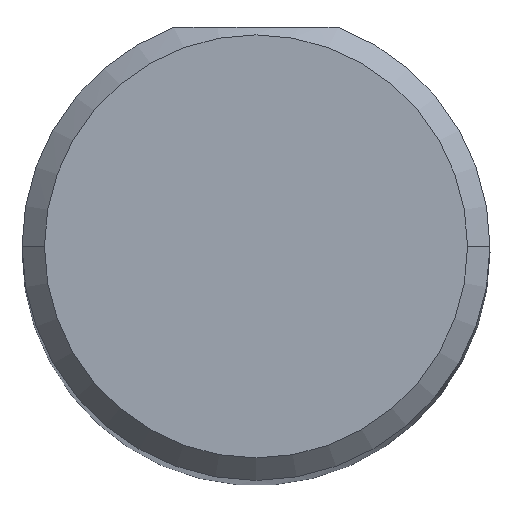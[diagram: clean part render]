
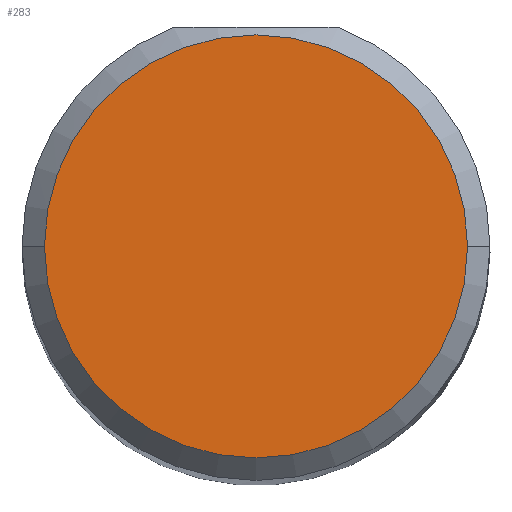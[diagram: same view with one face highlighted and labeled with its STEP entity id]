
A CAD part, top view. The second image highlights one B-rep face of the part: STEP entity #283.
In plain terms, the highlighted planar face has unit normal (0, 0, 1).
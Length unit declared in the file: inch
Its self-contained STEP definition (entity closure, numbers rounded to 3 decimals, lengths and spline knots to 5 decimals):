
#13 = DIRECTION ( 'NONE',  ( 0., 0., 1. ) ) ;
#56 = CIRCLE ( 'NONE', #610, 0.14125 ) ;
#57 = FACE_OUTER_BOUND ( 'NONE', #672, .T. ) ;
#67 = DIRECTION ( 'NONE',  ( 0., 0., 1. ) ) ;
#92 = EDGE_CURVE ( 'NONE', #565, #149, #196, .T. ) ;
#105 = PLANE ( 'NONE',  #587 ) ;
#149 = VERTEX_POINT ( 'NONE', #464 ) ;
#150 = CARTESIAN_POINT ( 'NONE',  ( -0.14125, 0., 2.5 ) ) ;
#155 = EDGE_CURVE ( 'NONE', #149, #565, #56, .T. ) ;
#156 = DIRECTION ( 'NONE',  ( 1., 0., 0. ) ) ;
#193 = CARTESIAN_POINT ( 'NONE',  ( 0., 0., 2.5 ) ) ;
#196 = CIRCLE ( 'NONE', #363, 0.14125 ) ;
#283 = ADVANCED_FACE ( 'NONE', ( #57 ), #105, .T. ) ;
#363 = AXIS2_PLACEMENT_3D ( 'NONE', #438, #67, #749 ) ;
#427 = DIRECTION ( 'NONE',  ( 1., 0., 0. ) ) ;
#433 = ORIENTED_EDGE ( 'NONE', *, *, #155, .T. ) ;
#438 = CARTESIAN_POINT ( 'NONE',  ( 0., 0., 2.5 ) ) ;
#458 = DIRECTION ( 'NONE',  ( 0., 0., 1. ) ) ;
#464 = CARTESIAN_POINT ( 'NONE',  ( 0.14125, 0., 2.5 ) ) ;
#519 = ORIENTED_EDGE ( 'NONE', *, *, #92, .T. ) ;
#565 = VERTEX_POINT ( 'NONE', #150 ) ;
#587 = AXIS2_PLACEMENT_3D ( 'NONE', #681, #458, #156 ) ;
#610 = AXIS2_PLACEMENT_3D ( 'NONE', #193, #13, #427 ) ;
#672 = EDGE_LOOP ( 'NONE', ( #519, #433 ) ) ;
#681 = CARTESIAN_POINT ( 'NONE',  ( 0., 0., 2.5 ) ) ;
#749 = DIRECTION ( 'NONE',  ( 1., 0., 0. ) ) ;
